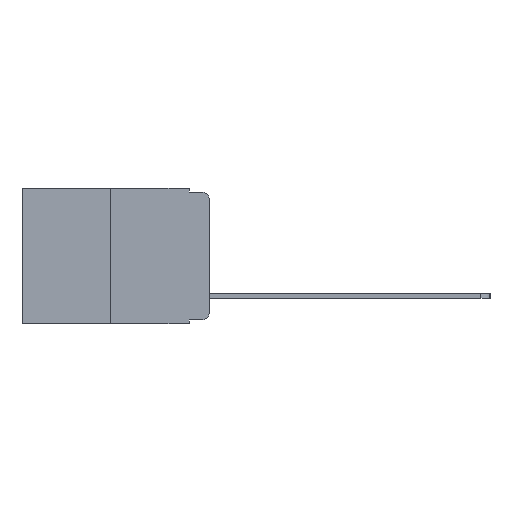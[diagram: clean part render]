
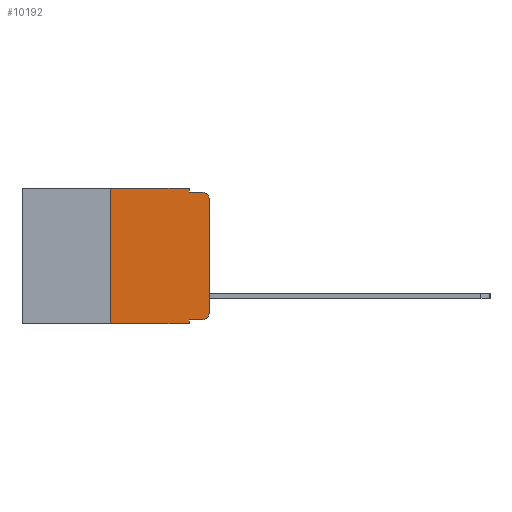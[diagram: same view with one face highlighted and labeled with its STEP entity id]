
A CAD part, left-side view. The second image highlights one B-rep face of the part: STEP entity #10192.
In plain terms, the highlighted planar face has unit normal (-1, 0, 0).
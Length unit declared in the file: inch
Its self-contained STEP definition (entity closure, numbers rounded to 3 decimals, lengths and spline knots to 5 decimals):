
#228 = PLANE ( 'NONE',  #7399 ) ;
#360 = LINE ( 'NONE', #17556, #15156 ) ;
#424 = ORIENTED_EDGE ( 'NONE', *, *, #11394, .F. ) ;
#465 = VECTOR ( 'NONE', #2757, 39.37008 ) ;
#601 = DIRECTION ( 'NONE',  ( -1., 0., 0. ) ) ;
#1012 = EDGE_CURVE ( 'NONE', #11706, #5778, #3597, .T. ) ;
#1014 = DIRECTION ( 'NONE',  ( 0., 0., -1. ) ) ;
#1088 = DIRECTION ( 'NONE',  ( 0., 0., -1. ) ) ;
#1501 = VERTEX_POINT ( 'NONE', #12329 ) ;
#1573 = EDGE_LOOP ( 'NONE', ( #6233, #13571, #3476, #14394, #424, #8031, #5187, #8912, #16023, #9339 ) ) ;
#1803 = DIRECTION ( 'NONE',  ( 1., 0., 0. ) ) ;
#2069 = EDGE_CURVE ( 'NONE', #1501, #3114, #2427, .T. ) ;
#2427 = LINE ( 'NONE', #4920, #10695 ) ;
#2757 = DIRECTION ( 'NONE',  ( 0., -1., 0. ) ) ;
#3022 = LINE ( 'NONE', #14628, #10840 ) ;
#3037 = EDGE_CURVE ( 'NONE', #3114, #9776, #14837, .T. ) ;
#3114 = VERTEX_POINT ( 'NONE', #12517 ) ;
#3390 = AXIS2_PLACEMENT_3D ( 'NONE', #17478, #9478, #1014 ) ;
#3476 = ORIENTED_EDGE ( 'NONE', *, *, #3037, .F. ) ;
#3510 = DIRECTION ( 'NONE',  ( 0., -1., 0. ) ) ;
#3597 = LINE ( 'NONE', #17595, #10094 ) ;
#3718 = FACE_OUTER_BOUND ( 'NONE', #1573, .T. ) ;
#3976 = EDGE_CURVE ( 'NONE', #13921, #9776, #7455, .T. ) ;
#4621 = LINE ( 'NONE', #12495, #8313 ) ;
#4881 = EDGE_CURVE ( 'NONE', #17249, #13921, #4621, .T. ) ;
#4910 = VERTEX_POINT ( 'NONE', #12554 ) ;
#4920 = CARTESIAN_POINT ( 'NONE',  ( 0., 0.051, 0. ) ) ;
#5187 = ORIENTED_EDGE ( 'NONE', *, *, #9436, .T. ) ;
#5204 = VECTOR ( 'NONE', #10711, 39.37008 ) ;
#5507 = CARTESIAN_POINT ( 'NONE',  ( 0., 0.051, -0.01 ) ) ;
#5618 = LINE ( 'NONE', #17315, #5204 ) ;
#5778 = VERTEX_POINT ( 'NONE', #11717 ) ;
#6233 = ORIENTED_EDGE ( 'NONE', *, *, #4881, .T. ) ;
#6818 = CARTESIAN_POINT ( 'NONE',  ( 0., 0., -0.313 ) ) ;
#7153 = CARTESIAN_POINT ( 'NONE',  ( 0., 0., -0.03 ) ) ;
#7399 = AXIS2_PLACEMENT_3D ( 'NONE', #10182, #1803, #11567 ) ;
#7455 = CIRCLE ( 'NONE', #3390, 0.02 ) ;
#8031 = ORIENTED_EDGE ( 'NONE', *, *, #1012, .F. ) ;
#8201 = DIRECTION ( 'NONE',  ( 0., 0., 1. ) ) ;
#8313 = VECTOR ( 'NONE', #9765, 39.37008 ) ;
#8912 = ORIENTED_EDGE ( 'NONE', *, *, #17910, .F. ) ;
#9116 = CARTESIAN_POINT ( 'NONE',  ( 0., 0.02, -0.313 ) ) ;
#9339 = ORIENTED_EDGE ( 'NONE', *, *, #16141, .T. ) ;
#9436 = EDGE_CURVE ( 'NONE', #11706, #12092, #5618, .T. ) ;
#9478 = DIRECTION ( 'NONE',  ( -1., 0., 0. ) ) ;
#9694 = CARTESIAN_POINT ( 'NONE',  ( 0., 0.25, -0.343 ) ) ;
#9765 = DIRECTION ( 'NONE',  ( 0., 0., 1. ) ) ;
#9776 = VERTEX_POINT ( 'NONE', #15668 ) ;
#10094 = VECTOR ( 'NONE', #8201, 39.37008 ) ;
#10182 = CARTESIAN_POINT ( 'NONE',  ( 0., 0.473, 0. ) ) ;
#10192 = ADVANCED_FACE ( 'NONE', ( #3718 ), #228, .F. ) ;
#10425 = CARTESIAN_POINT ( 'NONE',  ( 0., 0.473, 0. ) ) ;
#10522 = DIRECTION ( 'NONE',  ( 0., 0., -1. ) ) ;
#10695 = VECTOR ( 'NONE', #14497, 39.37008 ) ;
#10711 = DIRECTION ( 'NONE',  ( 0., -1., 0. ) ) ;
#10840 = VECTOR ( 'NONE', #15938, 39.37008 ) ;
#11394 = EDGE_CURVE ( 'NONE', #5778, #1501, #12293, .T. ) ;
#11567 = DIRECTION ( 'NONE',  ( 0., 0., -1. ) ) ;
#11706 = VERTEX_POINT ( 'NONE', #9694 ) ;
#11717 = CARTESIAN_POINT ( 'NONE',  ( 0., 0.25, 0. ) ) ;
#11858 = VECTOR ( 'NONE', #3510, 39.37008 ) ;
#12092 = VERTEX_POINT ( 'NONE', #14314 ) ;
#12293 = LINE ( 'NONE', #10425, #11858 ) ;
#12329 = CARTESIAN_POINT ( 'NONE',  ( 0., 0.051, 0. ) ) ;
#12495 = CARTESIAN_POINT ( 'NONE',  ( 0., 0., 0. ) ) ;
#12517 = CARTESIAN_POINT ( 'NONE',  ( 0., 0.051, -0.01 ) ) ;
#12554 = CARTESIAN_POINT ( 'NONE',  ( 0., 0.02, -0.333 ) ) ;
#13303 = AXIS2_PLACEMENT_3D ( 'NONE', #9116, #601, #10522 ) ;
#13571 = ORIENTED_EDGE ( 'NONE', *, *, #3976, .T. ) ;
#13921 = VERTEX_POINT ( 'NONE', #7153 ) ;
#14314 = CARTESIAN_POINT ( 'NONE',  ( 0., 0.051, -0.343 ) ) ;
#14394 = ORIENTED_EDGE ( 'NONE', *, *, #2069, .F. ) ;
#14497 = DIRECTION ( 'NONE',  ( 0., 0., -1. ) ) ;
#14628 = CARTESIAN_POINT ( 'NONE',  ( 0., 0.051, -0.333 ) ) ;
#14837 = LINE ( 'NONE', #5507, #465 ) ;
#15156 = VECTOR ( 'NONE', #1088, 39.37008 ) ;
#15411 = CIRCLE ( 'NONE', #13303, 0.02 ) ;
#15668 = CARTESIAN_POINT ( 'NONE',  ( 0., 0.02, -0.01 ) ) ;
#15938 = DIRECTION ( 'NONE',  ( 0., -1., 0. ) ) ;
#16023 = ORIENTED_EDGE ( 'NONE', *, *, #17023, .T. ) ;
#16141 = EDGE_CURVE ( 'NONE', #4910, #17249, #15411, .T. ) ;
#16450 = CARTESIAN_POINT ( 'NONE',  ( 0., 0.051, -0.333 ) ) ;
#17023 = EDGE_CURVE ( 'NONE', #17313, #4910, #3022, .T. ) ;
#17249 = VERTEX_POINT ( 'NONE', #6818 ) ;
#17313 = VERTEX_POINT ( 'NONE', #16450 ) ;
#17315 = CARTESIAN_POINT ( 'NONE',  ( 0., 0.473, -0.343 ) ) ;
#17478 = CARTESIAN_POINT ( 'NONE',  ( 0., 0.02, -0.03 ) ) ;
#17556 = CARTESIAN_POINT ( 'NONE',  ( 0., 0.051, 0. ) ) ;
#17595 = CARTESIAN_POINT ( 'NONE',  ( 0., 0.25, 0. ) ) ;
#17910 = EDGE_CURVE ( 'NONE', #17313, #12092, #360, .T. ) ;
